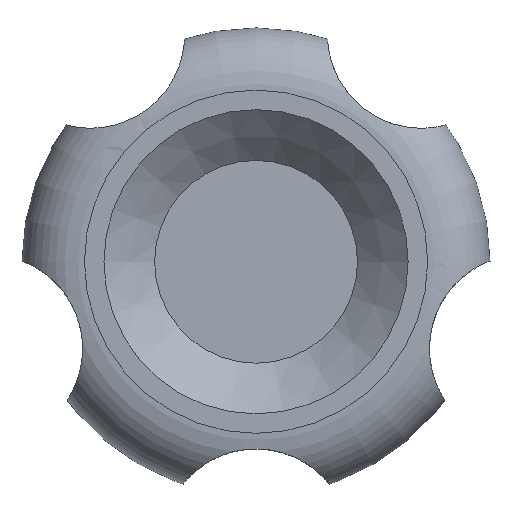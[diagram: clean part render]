
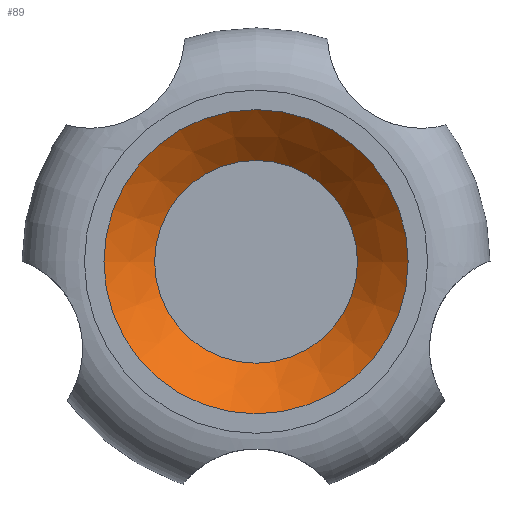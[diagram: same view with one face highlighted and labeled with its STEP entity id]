
A CAD part, top view. The second image highlights one B-rep face of the part: STEP entity #89.
In plain terms, the highlighted conical face has half-angle 47.291 degrees and reference radius 13 mm.
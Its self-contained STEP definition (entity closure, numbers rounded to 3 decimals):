
#89 = ADVANCED_FACE( '', ( #194, #195 ), #196, .F. );
#194 = FACE_OUTER_BOUND( '', #292, .T. );
#195 = FACE_BOUND( '', #293, .T. );
#196 = CONICAL_SURFACE( '', #294, 13., 0.825 );
#292 = EDGE_LOOP( '', ( #426 ) );
#293 = EDGE_LOOP( '', ( #427 ) );
#294 = AXIS2_PLACEMENT_3D( '', #428, #429, #430 );
#426 = ORIENTED_EDGE( '', *, *, #468, .T. );
#427 = ORIENTED_EDGE( '', *, *, #437, .F. );
#428 = CARTESIAN_POINT( '', ( 0., 0., 34. ) );
#429 = DIRECTION( '', ( 0., 0., 1. ) );
#430 = DIRECTION( '', ( 1., 0., 0. ) );
#437 = EDGE_CURVE( '', #483, #483, #484, .T. );
#468 = EDGE_CURVE( '', #530, #530, #531, .T. );
#483 = VERTEX_POINT( '', #550 );
#484 = CIRCLE( '', #551, 13. );
#530 = VERTEX_POINT( '', #796 );
#531 = CIRCLE( '', #797, 19.5 );
#550 = CARTESIAN_POINT( '', ( 13., 0., 34. ) );
#551 = AXIS2_PLACEMENT_3D( '', #1116, #1117, #1118 );
#796 = CARTESIAN_POINT( '', ( 19.5, 0., 40. ) );
#797 = AXIS2_PLACEMENT_3D( '', #1161, #1162, #1163 );
#1116 = CARTESIAN_POINT( '', ( 0., 0., 34. ) );
#1117 = DIRECTION( '', ( 0., 0., 1. ) );
#1118 = DIRECTION( '', ( 1., 0., 0. ) );
#1161 = CARTESIAN_POINT( '', ( 0., 0., 40. ) );
#1162 = DIRECTION( '', ( 0., 0., 1. ) );
#1163 = DIRECTION( '', ( 1., 0., 0. ) );
